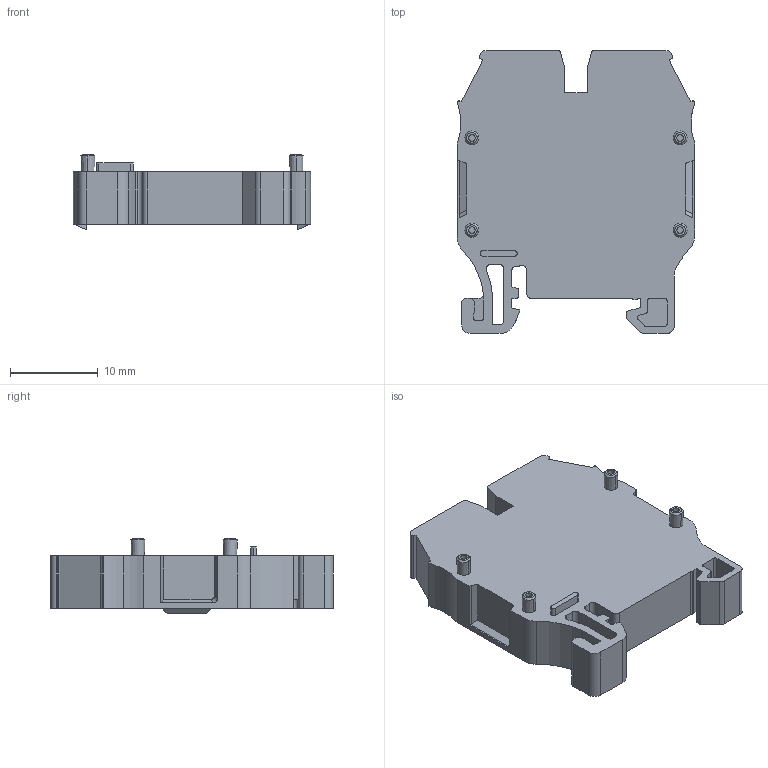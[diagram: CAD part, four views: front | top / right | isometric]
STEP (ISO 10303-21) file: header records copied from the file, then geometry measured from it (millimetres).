
FILE_DESCRIPTION (( 'STEP AP214' ), '1' );
FILE_NAME ('304430_MVK 4_Beige.STP', '2013-11-12T11:10:09', ( 'arge' ), ( 'Microsoft' ), 'SwSTEP 2.0', 'SolidWorks 2013', '' );
FILE_SCHEMA (( 'AUTOMOTIVE_DESIGN' ));
Length unit declared in the file: millimetre
Products named in the file (1): 304430_MVK 4_Beige
Bounding box: 27 x 32.2 x 8.61 mm (x, y, z)
Volume: 4162.3 mm3; surface area: 2714.4 mm2
Topology: 1 solids, 5 shells, 258 faces, 665 edges, 436 vertices
Faces by surface type: plane 123, cylinder 83, cone 32, bspline 20
Entity records: 8334 total; most frequent: CARTESIAN_POINT 1890, DIRECTION 1368, ORIENTED_EDGE 1330, EDGE_CURVE 665, AXIS2_PLACEMENT_3D 482, VERTEX_POINT 436, LINE 404, VECTOR 404
